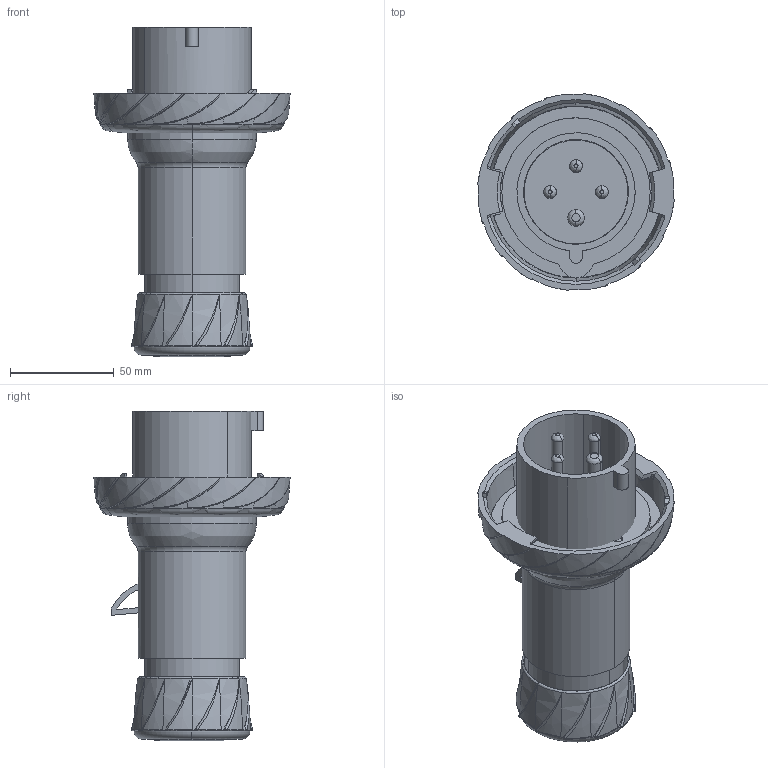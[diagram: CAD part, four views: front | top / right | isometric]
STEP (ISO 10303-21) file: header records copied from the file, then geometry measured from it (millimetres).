
FILE_DESCRIPTION((''),'2;1');
FILE_NAME('PKE32M734_3D-SIMPLIFIED_ASM','2022-12-08T08:49:12',('gines.fernandez'),(''),'CREO PARAMETRIC BY PTC INC, 2018260','CREO PARAMETRIC BY PTC INC, 2018260','');
FILE_SCHEMA(('CONFIG_CONTROL_DESIGN'));
Length unit declared in the file: inch
Products named in the file (13): PRT_01; PRT_02; PRT_03; PRT_04; PRT_05; PRT_06; PRT_08; PRT_09; PRT_10; PRT_11; PRT_07; ASM_01_ASM; PKE32M734_3D-SIMPLIFIED_ASM
Assembly tree (12 placements, depth 3):
  PKE32M734_3D-SIMPLIFIED_ASM
    PRT_01
    PRT_02
    PRT_03
    PRT_04
    PRT_05
    PRT_06
    ASM_01_ASM
      PRT_08
      PRT_09
      PRT_10
      PRT_11
      PRT_07
Bounding box: 94.66 x 94.66 x 158.74 mm (x, y, z)
Volume: 198743.2 mm3; surface area: 113887.3 mm2
Topology: 11 solids, 11 shells, 411 faces, 1112 edges, 737 vertices
Faces by surface type: cylinder 143, bspline 106, plane 87, torus 48, cone 23, sphere 4
Entity records: 21614 total; most frequent: CARTESIAN_POINT 11578, ORIENTED_EDGE 2216, DIRECTION 1908, EDGE_CURVE 1108, AXIS2_PLACEMENT_3D 824, VERTEX_POINT 737, CIRCLE 489, EDGE_LOOP 443
